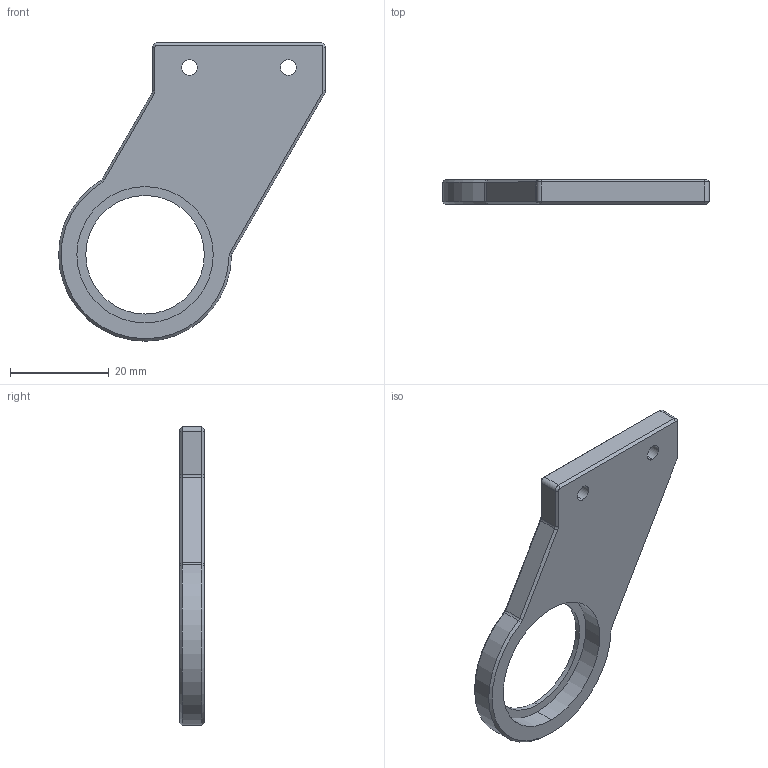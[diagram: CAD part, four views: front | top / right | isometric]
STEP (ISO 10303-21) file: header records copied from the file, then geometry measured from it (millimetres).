
FILE_DESCRIPTION (( 'STEP AP214' ), '1' );
FILE_NAME ('JXS-01-04.STEP', '2026-02-04T18:10:42', ( '1' ), ( '' ), 'SwSTEP 2.0', 'SolidWorks 2020', '' );
FILE_SCHEMA (( 'AUTOMOTIVE_DESIGN' ));
Length unit declared in the file: millimetre
Products named in the file (1): JXS-01-04
Bounding box: 54 x 5 x 60.41 mm (x, y, z)
Volume: 7078.8 mm3; surface area: 4426.1 mm2
Topology: 1 solids, 1 shells, 49 faces, 113 edges, 67 vertices
Faces by surface type: plane 18, cylinder 16, cone 15
Entity records: 1420 total; most frequent: DIRECTION 260, CARTESIAN_POINT 230, ORIENTED_EDGE 226, EDGE_CURVE 113, AXIS2_PLACEMENT_3D 97, VERTEX_POINT 67, VECTOR 66, LINE 66
